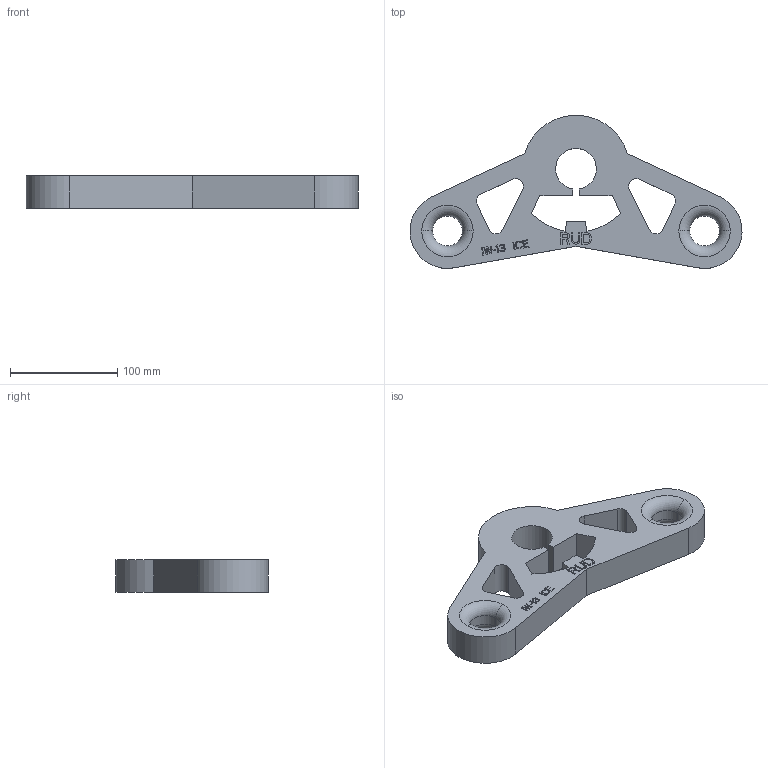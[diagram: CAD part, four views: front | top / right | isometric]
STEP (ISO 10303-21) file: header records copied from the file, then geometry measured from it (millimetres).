
FILE_DESCRIPTION((''),'2;1');
FILE_NAME('001-M34797-P-2','2019-01-24T',('anja.joas'),(''),'PRO/ENGINEER BY PARAMETRIC TECHNOLOGY CORPORATION, 2011490','PRO/ENGINEER BY PARAMETRIC TECHNOLOGY CORPORATION, 2011490','');
FILE_SCHEMA(('CONFIG_CONTROL_DESIGN'));
Length unit declared in the file: millimetre
Products named in the file (1): 001-M34797-P-2
Bounding box: 309.91 x 142.82 x 30 mm (x, y, z)
Volume: 598285.5 mm3; surface area: 85909.6 mm2
Topology: 1 solids, 1 shells, 277 faces, 778 edges, 516 vertices
Faces by surface type: plane 252, cylinder 17, torus 8
Entity records: 8836 total; most frequent: CARTESIAN_POINT 1571, ORIENTED_EDGE 1556, DIRECTION 1382, EDGE_CURVE 778, VECTOR 728, LINE 728, VERTEX_POINT 516, AXIS2_PLACEMENT_3D 327
